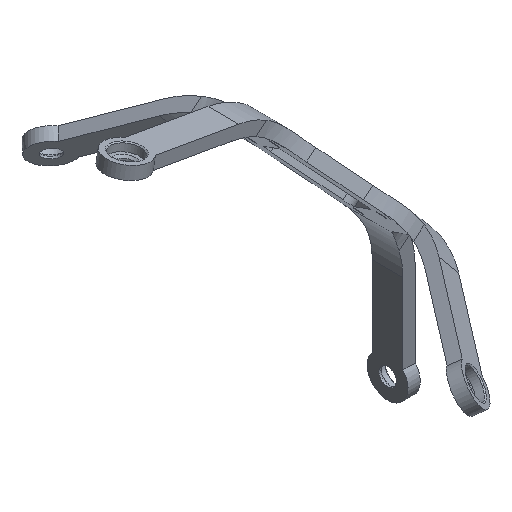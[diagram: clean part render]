
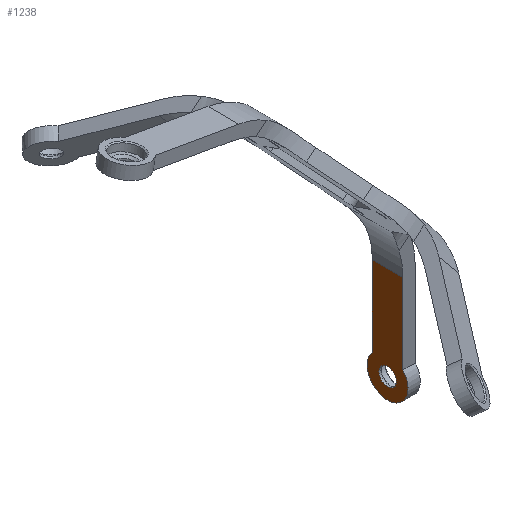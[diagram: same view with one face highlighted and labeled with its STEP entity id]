
A CAD part, isometric view. The second image highlights one B-rep face of the part: STEP entity #1238.
In plain terms, the highlighted planar face has unit normal (-1, 0, 0).
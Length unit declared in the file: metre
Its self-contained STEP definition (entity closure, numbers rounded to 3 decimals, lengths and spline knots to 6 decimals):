
#101=LINE('',#2006,#181);
#102=LINE('',#2008,#182);
#103=LINE('',#2010,#183);
#181=VECTOR('',#1598,1.);
#182=VECTOR('',#1599,1.);
#183=VECTOR('',#1600,1.);
#305=ORIENTED_EDGE('',*,*,#652,.T.);
#306=ORIENTED_EDGE('',*,*,#653,.T.);
#307=ORIENTED_EDGE('',*,*,#654,.F.);
#308=ORIENTED_EDGE('',*,*,#643,.T.);
#309=ORIENTED_EDGE('',*,*,#655,.F.);
#643=EDGE_CURVE('',#817,#819,#921,.T.);
#652=EDGE_CURVE('',#819,#827,#101,.T.);
#653=EDGE_CURVE('',#827,#828,#102,.T.);
#654=EDGE_CURVE('',#817,#828,#103,.T.);
#655=EDGE_CURVE('',#829,#829,#927,.T.);
#817=VERTEX_POINT('',#1979);
#819=VERTEX_POINT('',#1983);
#827=VERTEX_POINT('',#2007);
#828=VERTEX_POINT('',#2009);
#829=VERTEX_POINT('',#2012);
#921=CIRCLE('',#1353,0.01);
#927=CIRCLE('',#1365,0.00425);
#991=EDGE_LOOP('',(#305,#306,#307,#308));
#992=EDGE_LOOP('',(#309));
#1107=FACE_BOUND('',#991,.T.);
#1108=FACE_BOUND('',#992,.T.);
#1204=PLANE('',#1364);
#1238=ADVANCED_FACE('',(#1107,#1108),#1204,.T.);
#1353=AXIS2_PLACEMENT_3D('',#1984,#1571,#1572);
#1364=AXIS2_PLACEMENT_3D('',#2005,#1596,#1597);
#1365=AXIS2_PLACEMENT_3D('',#2011,#1601,#1602);
#1571=DIRECTION('',(-1.,0.,0.));
#1572=DIRECTION('',(0.,0.,1.));
#1596=DIRECTION('',(-1.,0.,0.));
#1597=DIRECTION('',(0.,0.,1.));
#1598=DIRECTION('',(0.,0.,1.));
#1599=DIRECTION('',(0.,1.,0.));
#1600=DIRECTION('',(0.,0.,1.));
#1601=DIRECTION('',(-1.,0.,0.));
#1602=DIRECTION('',(0.,0.,1.));
#1979=CARTESIAN_POINT('',(0.,0.0075,0.006614));
#1983=CARTESIAN_POINT('',(0.,-0.0075,0.006614));
#1984=CARTESIAN_POINT('',(0.,0.,0.));
#2005=CARTESIAN_POINT('',(0.,0.,0.007125));
#2006=CARTESIAN_POINT('',(0.,-0.0075,0.033908));
#2007=CARTESIAN_POINT('',(0.,-0.0075,0.045757));
#2008=CARTESIAN_POINT('',(0.,0.,0.045757));
#2009=CARTESIAN_POINT('',(0.,0.0075,0.045757));
#2010=CARTESIAN_POINT('',(0.,0.0075,0.033908));
#2011=CARTESIAN_POINT('',(0.,0.,0.));
#2012=CARTESIAN_POINT('',(0.,0.,0.00425));
